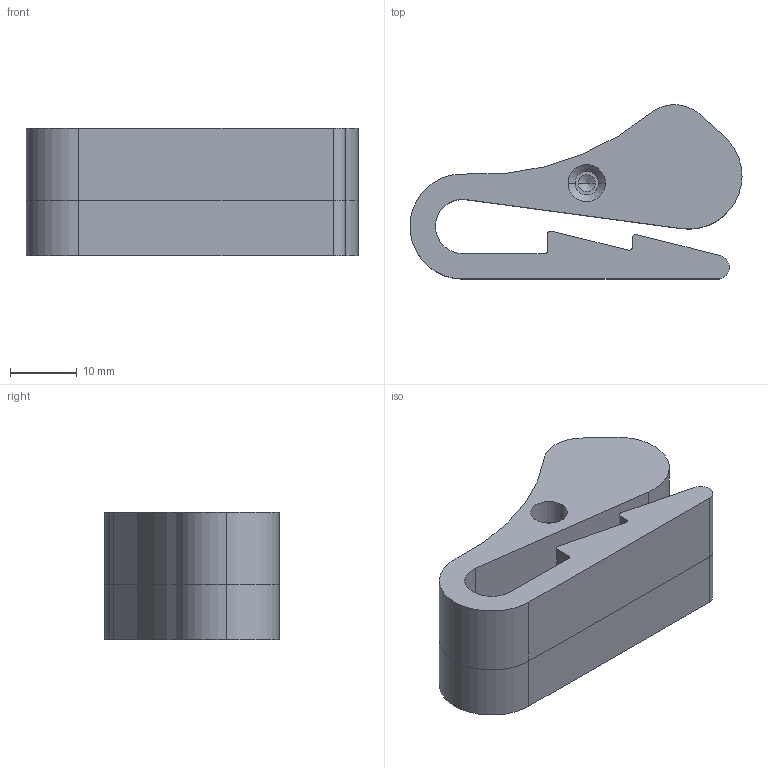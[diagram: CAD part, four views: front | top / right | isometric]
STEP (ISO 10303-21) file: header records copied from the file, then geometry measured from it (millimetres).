
FILE_DESCRIPTION (( 'STEP AP214' ), '1' );
FILE_NAME ('ShoeClip.STEP', '2025-11-08T16:24:09', ( '' ), ( '' ), 'SwSTEP 2.0', 'SolidWorks 2025', '' );
FILE_SCHEMA (( 'AUTOMOTIVE_DESIGN' ));
Length unit declared in the file: inch
Products named in the file (1): ShoeClip
Bounding box: 49.63 x 26.03 x 19.05 mm (x, y, z)
Volume: 11834.3 mm3; surface area: 8047 mm2
Topology: 2 solids, 2 shells, 141 faces, 367 edges, 233 vertices
Faces by surface type: cylinder 59, plane 59, cone 23
Entity records: 4377 total; most frequent: CARTESIAN_POINT 818, DIRECTION 763, ORIENTED_EDGE 730, EDGE_CURVE 365, AXIS2_PLACEMENT_3D 276, VERTEX_POINT 233, LINE 211, VECTOR 211
